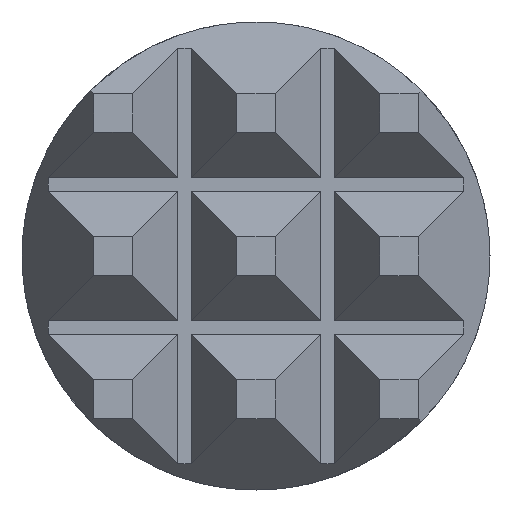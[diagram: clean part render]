
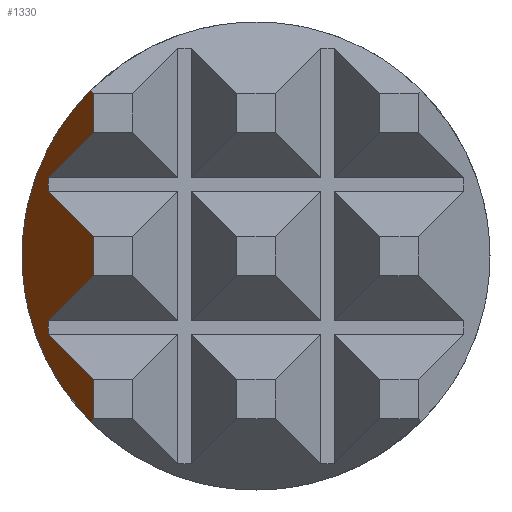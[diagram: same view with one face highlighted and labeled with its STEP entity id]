
A CAD part, left-side view. The second image highlights one B-rep face of the part: STEP entity #1330.
In plain terms, the highlighted planar face has unit normal (-0.5, 0.866, 0).
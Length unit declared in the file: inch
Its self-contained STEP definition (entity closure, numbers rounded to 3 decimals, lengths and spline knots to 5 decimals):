
#2 = VECTOR ( 'NONE', #130, 39.37008 ) ;
#21 = EDGE_LOOP ( 'NONE', ( #1839, #866, #959, #565, #494, #1132, #2111, #1658, #484, #718, #1590, #2197 ) ) ;
#58 = VECTOR ( 'NONE', #768, 39.37008 ) ;
#68 = CARTESIAN_POINT ( 'NONE',  ( -0.49443, -0.11592, -0.11592 ) ) ;
#98 = CARTESIAN_POINT ( 'NONE',  ( -0.27161, 0.01273, -0.01273 ) ) ;
#118 = CARTESIAN_POINT ( 'NONE',  ( -0.25869, 0.02018, -0.00527 ) ) ;
#130 = DIRECTION ( 'NONE',  ( -0.775, -0.447, 0.447 ) ) ;
#139 = DIRECTION ( 'NONE',  ( 0., 0., 1. ) ) ;
#142 = CARTESIAN_POINT ( 'NONE',  ( -0.05061, 0.14032, -0.11832 ) ) ;
#151 = DIRECTION ( 'NONE',  ( -0.866, -0.5, 0. ) ) ;
#157 = LINE ( 'NONE', #2217, #2166 ) ;
#198 = CARTESIAN_POINT ( 'NONE',  ( -0.266, 0.01596, -0.00604 ) ) ;
#202 = CARTESIAN_POINT ( 'NONE',  ( -0.27161, 0.01273, -0.01273 ) ) ;
#226 = CARTESIAN_POINT ( 'NONE',  ( -0.266, 0.01596, -0.62959 ) ) ;
#249 = CARTESIAN_POINT ( 'NONE',  ( -0.48681, -0.11152, -0.13352 ) ) ;
#264 = DIRECTION ( 'NONE',  ( 0.775, 0.447, 0.447 ) ) ;
#280 = CARTESIAN_POINT ( 'NONE',  ( -0.27161, 0.01273, 0.01273 ) ) ;
#289 = LINE ( 'NONE', #511, #743 ) ;
#298 = CARTESIAN_POINT ( 'NONE',  ( -0.272, 0.0125, -0.0095 ) ) ;
#360 = LINE ( 'NONE', #1310, #58 ) ;
#369 = VERTEX_POINT ( 'NONE', #714 ) ;
#386 = LINE ( 'NONE', #2256, #2 ) ;
#437 = VECTOR ( 'NONE', #264, 39.37008 ) ;
#463 = VERTEX_POINT ( 'NONE', #202 ) ;
#484 = ORIENTED_EDGE ( 'NONE', *, *, #1670, .T. ) ;
#491 = CARTESIAN_POINT ( 'NONE',  ( -0.272, 0.0125, 0.0015 ) ) ;
#494 = ORIENTED_EDGE ( 'NONE', *, *, #816, .T. ) ;
#511 = CARTESIAN_POINT ( 'NONE',  ( -0.272, 0.0125, -0.62959 ) ) ;
#527 = LINE ( 'NONE', #1859, #1635 ) ;
#565 = ORIENTED_EDGE ( 'NONE', *, *, #1779, .T. ) ;
#574 = VECTOR ( 'NONE', #930, 39.37008 ) ;
#583 = EDGE_CURVE ( 'NONE', #1368, #1600, #1127, .T. ) ;
#590 = EDGE_CURVE ( 'NONE', #643, #2059, #858, .T. ) ;
#601 = VECTOR ( 'NONE', #1152, 39.37008 ) ;
#636 = LINE ( 'NONE', #1644, #574 ) ;
#643 = VERTEX_POINT ( 'NONE', #298 ) ;
#714 = CARTESIAN_POINT ( 'NONE',  ( -0.266, 0.01596, -0.00496 ) ) ;
#718 = ORIENTED_EDGE ( 'NONE', *, *, #1167, .T. ) ;
#743 = VECTOR ( 'NONE', #846, 39.37008 ) ;
#768 = DIRECTION ( 'NONE',  ( 0., 0., 1. ) ) ;
#799 = VERTEX_POINT ( 'NONE', #1170 ) ;
#806 = VERTEX_POINT ( 'NONE', #1530 ) ;
#814 = LINE ( 'NONE', #226, #873 ) ;
#816 = EDGE_CURVE ( 'NONE', #969, #643, #289, .T. ) ;
#846 = DIRECTION ( 'NONE',  ( 0., 0., 1. ) ) ;
#851 = CARTESIAN_POINT ( 'NONE',  ( -0.272, 0.0125, -0.0125 ) ) ;
#858 = LINE ( 'NONE', #249, #939 ) ;
#866 = ORIENTED_EDGE ( 'NONE', *, *, #583, .T. ) ;
#873 = VECTOR ( 'NONE', #2159, 39.37008 ) ;
#905 = CARTESIAN_POINT ( 'NONE',  ( -0.27161, 0.01273, 0.01273 ) ) ;
#930 = DIRECTION ( 'NONE',  ( 0.775, 0.447, 0.447 ) ) ;
#939 = VECTOR ( 'NONE', #1464, 39.37008 ) ;
#959 = ORIENTED_EDGE ( 'NONE', *, *, #2260, .F. ) ;
#969 = VERTEX_POINT ( 'NONE', #851 ) ;
#1127 = LINE ( 'NONE', #68, #437 ) ;
#1128 = FACE_OUTER_BOUND ( 'NONE', #21, .T. ) ;
#1132 = ORIENTED_EDGE ( 'NONE', *, *, #590, .T. ) ;
#1152 = DIRECTION ( 'NONE',  ( -0.775, -0.447, 0.447 ) ) ;
#1167 = EDGE_CURVE ( 'NONE', #1335, #1446, #636, .T. ) ;
#1170 = CARTESIAN_POINT ( 'NONE',  ( -0.266, 0.01596, 0.00604 ) ) ;
#1181 = CARTESIAN_POINT ( 'NONE',  ( -0.272, 0.0125, 0.0095 ) ) ;
#1198 = EDGE_CURVE ( 'NONE', #1706, #1368, #157, .T. ) ;
#1224 = VECTOR ( 'NONE', #2109, 39.37008 ) ;
#1242 = AXIS2_PLACEMENT_3D ( 'NONE', #1545, #2112, #151 ) ;
#1301 = CARTESIAN_POINT ( 'NONE',  ( -0.25869, 0.02018, 0.00527 ) ) ;
#1310 = CARTESIAN_POINT ( 'NONE',  ( -0.272, 0.0125, -0.62959 ) ) ;
#1330 = ADVANCED_FACE ( 'NONE', ( #1128 ), #1891, .T. ) ;
#1335 = VERTEX_POINT ( 'NONE', #491 ) ;
#1368 = VERTEX_POINT ( 'NONE', #2271 ) ;
#1446 = VERTEX_POINT ( 'NONE', #1754 ) ;
#1464 = DIRECTION ( 'NONE',  ( 0.775, 0.447, 0.447 ) ) ;
#1472 = DIRECTION ( 'NONE',  ( 0., 0., 1. ) ) ;
#1530 = CARTESIAN_POINT ( 'NONE',  ( -0.272, 0.0125, -0.0015 ) ) ;
#1545 = CARTESIAN_POINT ( 'NONE',  ( -0.272, 0.0125, -0.62959 ) ) ;
#1554 = CARTESIAN_POINT ( 'NONE',  ( -0.05442, 0.13812, -0.12712 ) ) ;
#1590 = ORIENTED_EDGE ( 'NONE', *, *, #1647, .T. ) ;
#1600 = VERTEX_POINT ( 'NONE', #905 ) ;
#1608 = LINE ( 'NONE', #142, #601 ) ;
#1619 = EDGE_CURVE ( 'NONE', #2059, #369, #814, .T. ) ;
#1635 = VECTOR ( 'NONE', #1472, 39.37008 ) ;
#1644 = CARTESIAN_POINT ( 'NONE',  ( -0.49062, -0.11372, -0.12472 ) ) ;
#1647 = EDGE_CURVE ( 'NONE', #1446, #799, #527, .T. ) ;
#1658 = ORIENTED_EDGE ( 'NONE', *, *, #1911, .T. ) ;
#1670 = EDGE_CURVE ( 'NONE', #806, #1335, #360, .T. ) ;
#1706 = VERTEX_POINT ( 'NONE', #1181 ) ;
#1754 = CARTESIAN_POINT ( 'NONE',  ( -0.266, 0.01596, 0.00496 ) ) ;
#1779 = EDGE_CURVE ( 'NONE', #463, #969, #386, .T. ) ;
#1820 = EDGE_CURVE ( 'NONE', #799, #1706, #1608, .T. ) ;
#1839 = ORIENTED_EDGE ( 'NONE', *, *, #1198, .T. ) ;
#1859 = CARTESIAN_POINT ( 'NONE',  ( -0.266, 0.01596, -0.62959 ) ) ;
#1891 = PLANE ( 'NONE',  #1242 ) ;
#1911 = EDGE_CURVE ( 'NONE', #369, #806, #2269, .T. ) ;
#2037 =( BOUNDED_CURVE ( )  B_SPLINE_CURVE ( 3, ( #98, #118, #1301, #280 ),
 .UNSPECIFIED., .F., .F. ) 
 B_SPLINE_CURVE_WITH_KNOTS ( ( 4, 4 ),
 ( 5.49779, 7.06858 ),
 .UNSPECIFIED. ) 
 CURVE ( )  GEOMETRIC_REPRESENTATION_ITEM ( )  RATIONAL_B_SPLINE_CURVE ( ( 1., 0.805, 0.805, 1. ) ) 
 REPRESENTATION_ITEM ( '' )  );
#2059 = VERTEX_POINT ( 'NONE', #198 ) ;
#2109 = DIRECTION ( 'NONE',  ( -0.775, -0.447, 0.447 ) ) ;
#2111 = ORIENTED_EDGE ( 'NONE', *, *, #1619, .T. ) ;
#2112 = DIRECTION ( 'NONE',  ( -0.5, 0.866, 0. ) ) ;
#2159 = DIRECTION ( 'NONE',  ( 0., 0., 1. ) ) ;
#2166 = VECTOR ( 'NONE', #139, 39.37008 ) ;
#2197 = ORIENTED_EDGE ( 'NONE', *, *, #1820, .T. ) ;
#2217 = CARTESIAN_POINT ( 'NONE',  ( -0.272, 0.0125, -0.62959 ) ) ;
#2256 = CARTESIAN_POINT ( 'NONE',  ( -0.05823, 0.13592, -0.13592 ) ) ;
#2260 = EDGE_CURVE ( 'NONE', #463, #1600, #2037, .T. ) ;
#2269 = LINE ( 'NONE', #1554, #1224 ) ;
#2271 = CARTESIAN_POINT ( 'NONE',  ( -0.272, 0.0125, 0.0125 ) ) ;
